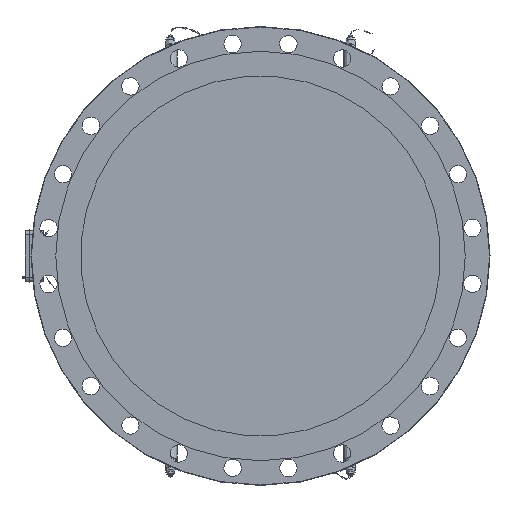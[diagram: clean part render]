
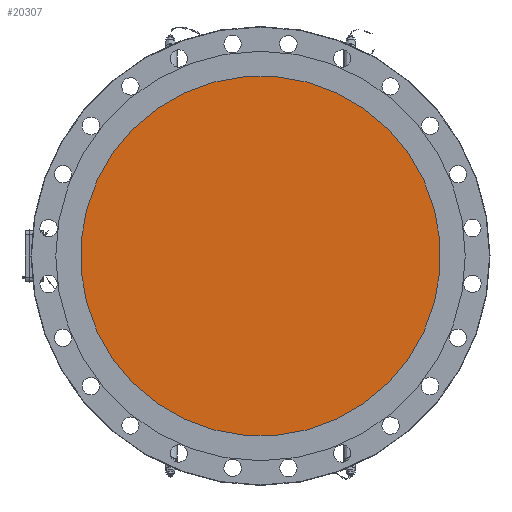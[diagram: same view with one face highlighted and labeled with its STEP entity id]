
A CAD part, left-side view. The second image highlights one B-rep face of the part: STEP entity #20307.
In plain terms, the highlighted planar face has unit normal (-1, 0, 0).
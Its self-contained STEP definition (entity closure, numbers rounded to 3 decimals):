
#1639=FACE_OUTER_BOUND('',#2887,.T.);
#2887=EDGE_LOOP('',(#17311));
#3521=CIRCLE('',#21903,400.);
#9413=VERTEX_POINT('',#39114);
#12063=EDGE_CURVE('',#9413,#9413,#3521,.T.);
#17311=ORIENTED_EDGE('',*,*,#12063,.T.);
#18223=PLANE('',#21909);
#20307=ADVANCED_FACE('',(#1639),#18223,.T.);
#21903=AXIS2_PLACEMENT_3D('',#39115,#26980,#26981);
#21909=AXIS2_PLACEMENT_3D('',#39123,#26992,#26993);
#26980=DIRECTION('center_axis',(-1.,0.,0.));
#26981=DIRECTION('ref_axis',(0.,0.259,0.966));
#26992=DIRECTION('center_axis',(-1.,0.,0.));
#26993=DIRECTION('ref_axis',(0.,0.,-1.));
#39114=CARTESIAN_POINT('',(-496.,103.528,386.37));
#39115=CARTESIAN_POINT('Origin',(-496.,0.,0.));
#39123=CARTESIAN_POINT('Origin',(-496.,0.,0.));
